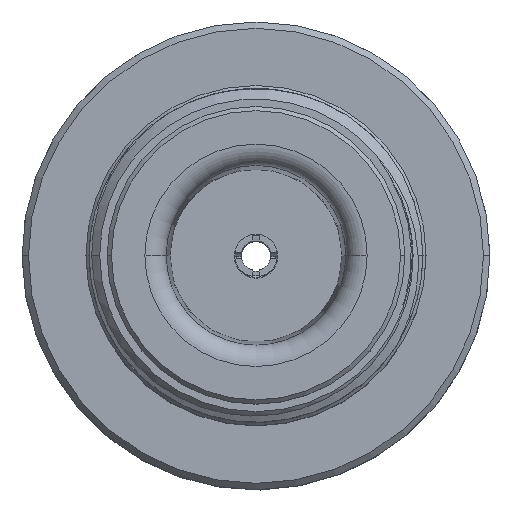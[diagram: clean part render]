
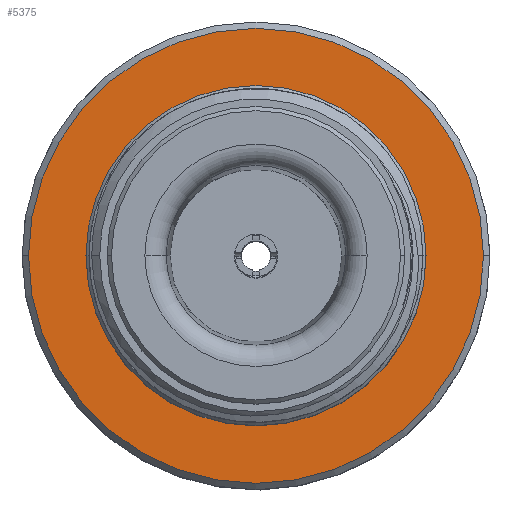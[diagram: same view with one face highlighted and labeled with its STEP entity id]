
A CAD part, top view. The second image highlights one B-rep face of the part: STEP entity #5375.
In plain terms, the highlighted planar face has unit normal (0, 0, 1).
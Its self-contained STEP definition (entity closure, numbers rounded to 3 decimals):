
#1199 = DIRECTION ( 'NONE',  ( 0., 0., -1. ) ) ;
#2101 = ORIENTED_EDGE ( 'NONE', *, *, #3377, .F. ) ;
#2166 = AXIS2_PLACEMENT_3D ( 'NONE', #11598, #5633, #12771 ) ;
#2436 = CARTESIAN_POINT ( 'NONE',  ( 10.7, 0., 13.4 ) ) ;
#3137 = DIRECTION ( 'NONE',  ( -1., 0., 0. ) ) ;
#3377 = EDGE_CURVE ( 'NONE', #6060, #13400, #12363, .T. ) ;
#3400 = EDGE_LOOP ( 'NONE', ( #11708, #2101 ) ) ;
#3485 = PLANE ( 'NONE',  #7374 ) ;
#3505 = ORIENTED_EDGE ( 'NONE', *, *, #11006, .T. ) ;
#3663 = AXIS2_PLACEMENT_3D ( 'NONE', #9918, #8744, #3137 ) ;
#5167 = AXIS2_PLACEMENT_3D ( 'NONE', #13370, #1199, #9629 ) ;
#5174 = CIRCLE ( 'NONE', #2166, 8. ) ;
#5375 = ADVANCED_FACE ( 'NONE', ( #8291, #6854 ), #3485, .T. ) ;
#5633 = DIRECTION ( 'NONE',  ( 0., 0., -1. ) ) ;
#5956 = DIRECTION ( 'NONE',  ( 0., 0., -1. ) ) ;
#6060 = VERTEX_POINT ( 'NONE', #2436 ) ;
#6111 = DIRECTION ( 'NONE',  ( -1., 0., 0. ) ) ;
#6586 = AXIS2_PLACEMENT_3D ( 'NONE', #12079, #5956, #6111 ) ;
#6854 = FACE_OUTER_BOUND ( 'NONE', #3400, .T. ) ;
#7374 = AXIS2_PLACEMENT_3D ( 'NONE', #13056, #12268, #9708 ) ;
#7922 = EDGE_CURVE ( 'NONE', #13400, #6060, #11945, .T. ) ;
#8291 = FACE_BOUND ( 'NONE', #14631, .T. ) ;
#8744 = DIRECTION ( 'NONE',  ( 0., 0., -1. ) ) ;
#9151 = CARTESIAN_POINT ( 'NONE',  ( -8., 0., 13.4 ) ) ;
#9570 = ORIENTED_EDGE ( 'NONE', *, *, #13456, .T. ) ;
#9629 = DIRECTION ( 'NONE',  ( -1., 0., 0. ) ) ;
#9708 = DIRECTION ( 'NONE',  ( 1., 0., 0. ) ) ;
#9737 = CARTESIAN_POINT ( 'NONE',  ( 8., 0., 13.4 ) ) ;
#9918 = CARTESIAN_POINT ( 'NONE',  ( 0., 0., 13.4 ) ) ;
#11006 = EDGE_CURVE ( 'NONE', #14983, #13138, #13178, .T. ) ;
#11373 = CARTESIAN_POINT ( 'NONE',  ( -10.7, 0., 13.4 ) ) ;
#11598 = CARTESIAN_POINT ( 'NONE',  ( 0., 0., 13.4 ) ) ;
#11708 = ORIENTED_EDGE ( 'NONE', *, *, #7922, .F. ) ;
#11945 = CIRCLE ( 'NONE', #5167, 10.7 ) ;
#12079 = CARTESIAN_POINT ( 'NONE',  ( 0., 0., 13.4 ) ) ;
#12268 = DIRECTION ( 'NONE',  ( 0., 0., 1. ) ) ;
#12363 = CIRCLE ( 'NONE', #6586, 10.7 ) ;
#12771 = DIRECTION ( 'NONE',  ( -1., 0., 0. ) ) ;
#13056 = CARTESIAN_POINT ( 'NONE',  ( 0., 8., 13.4 ) ) ;
#13138 = VERTEX_POINT ( 'NONE', #9737 ) ;
#13178 = CIRCLE ( 'NONE', #3663, 8. ) ;
#13370 = CARTESIAN_POINT ( 'NONE',  ( 0., 0., 13.4 ) ) ;
#13400 = VERTEX_POINT ( 'NONE', #11373 ) ;
#13456 = EDGE_CURVE ( 'NONE', #13138, #14983, #5174, .T. ) ;
#14631 = EDGE_LOOP ( 'NONE', ( #3505, #9570 ) ) ;
#14983 = VERTEX_POINT ( 'NONE', #9151 ) ;
